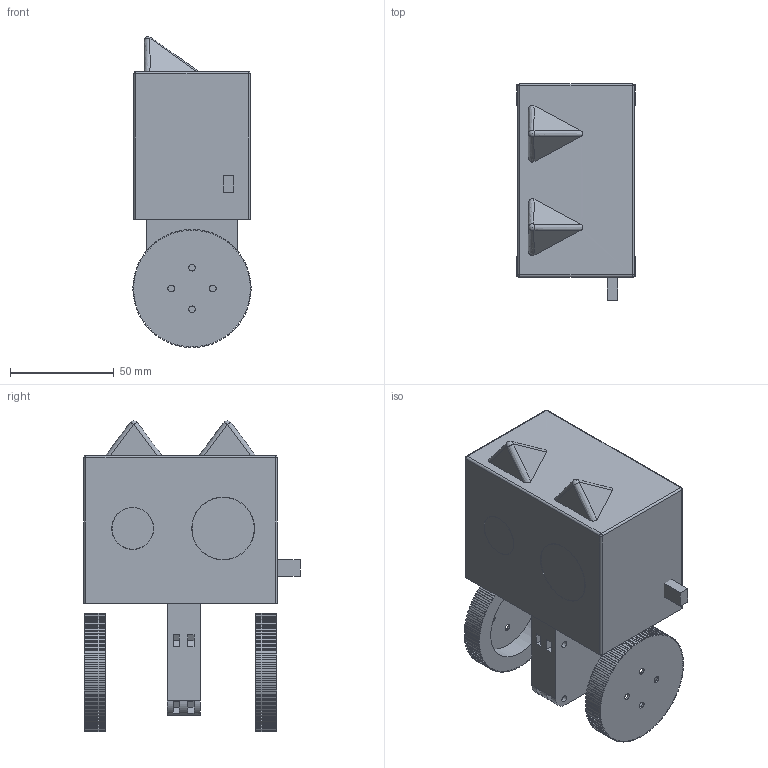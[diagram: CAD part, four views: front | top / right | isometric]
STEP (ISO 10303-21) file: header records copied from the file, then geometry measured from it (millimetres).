
FILE_DESCRIPTION(/* description */ ('','CAx-IF Rec.Pracs.---Representation and Presentation of Product Manufacturing Information (PMI)---4.0---2014-10-13'),/* implementation_level */ '2;1');
FILE_NAME(/* name */ 'tire.step',/* time_stamp */ '2024-12-29T17:37:49+09:00',/* author */ (''),/* organization */ (''),/* preprocessor_version */ 'ST-DEVELOPER v20',/* originating_system */ 'Autodesk Translation Framework v13.20.0.188',/* authorisation */ '');
FILE_SCHEMA (('AP242_MANAGED_MODEL_BASED_3D_ENGINEERING_MIM_LF { 1 0 10303 442 1 1 4 }'));
Length unit declared in the file: millimetre
Products named in the file (12): iPen2; Part 1; 2Cバッテリー; Roller485TouritsuShinshi 1; PinHeader_1x04_P2.54mm_Vertical; PinHeader_1x04_P254mm_Vertical; PinHeader_1x06_P2.54mm_Vertical; PinHeader_1x06_P254mm_Vertical; PinHeader_1x05_P2.54mm_Vertical; PinHeader_1x05_P254mm_Vertical; Roller485TouritsuShinshi_PCB; タイヤ-for-Roller
Assembly tree (13 placements, depth 4):
  iPen2
    Part 1
    2Cバッテリー
    Roller485TouritsuShinshi 1
      PinHeader_1x04_P2.54mm_Vertical
        PinHeader_1x04_P254mm_Vertical
      PinHeader_1x06_P2.54mm_Vertical  x2
        PinHeader_1x06_P254mm_Vertical
      PinHeader_1x05_P2.54mm_Vertical
        PinHeader_1x05_P254mm_Vertical
      Roller485TouritsuShinshi_PCB
    タイヤ-for-Roller  x2
Bounding box: 56.79 x 104 x 149.64 mm (x, y, z)
Volume: 187664.1 mm3; surface area: 113981.8 mm2
Topology: 10 solids, 10 shells, 1504 faces, 4078 edges, 2654 vertices
Faces by surface type: plane 1241, cylinder 247, bspline 10, sphere 6
Full cylindrical faces by diameter (mm): 0.8 x12, 1 x21, 1.3 x6, 3.2 x28, 20 x1, 20.2 x1, 30 x1, 30.2 x1, 40.8 x2
Entity records: 32865 total; most frequent: CARTESIAN_POINT 6006, ORIENTED_EDGE 5494, DIRECTION 5151, EDGE_CURVE 2747, LINE 2385, VECTOR 2385, VERTEX_POINT 1784, AXIS2_PLACEMENT_3D 1383
